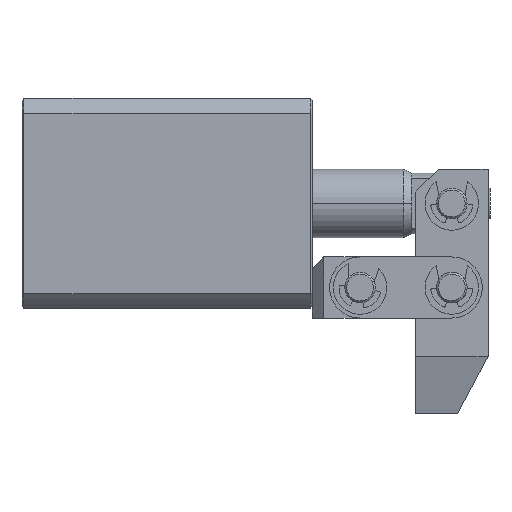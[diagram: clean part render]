
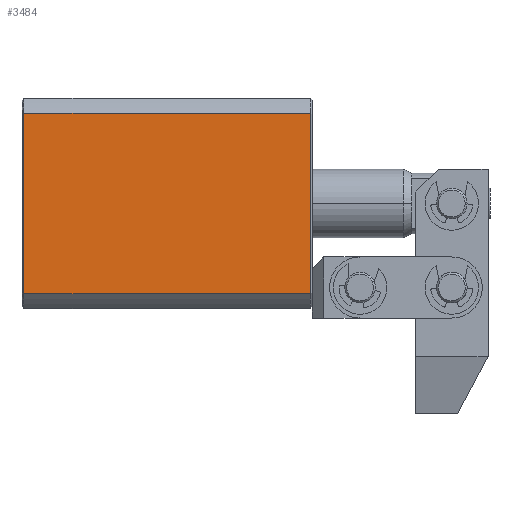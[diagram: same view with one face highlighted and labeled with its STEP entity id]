
A CAD part, front view. The second image highlights one B-rep face of the part: STEP entity #3484.
In plain terms, the highlighted planar face has unit normal (0, -1, 0).
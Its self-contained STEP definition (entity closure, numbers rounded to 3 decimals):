
#343 = EDGE_LOOP ( 'NONE', ( #2740, #354, #1898, #3849 ) ) ;
#347 = CARTESIAN_POINT ( 'NONE',  ( 0., -27.498, -23.62 ) ) ;
#354 = ORIENTED_EDGE ( 'NONE', *, *, #8373, .T. ) ;
#372 = PLANE ( 'NONE',  #5456 ) ;
#959 = LINE ( 'NONE', #347, #4738 ) ;
#1291 = CARTESIAN_POINT ( 'NONE',  ( 0., -27.498, 23.62 ) ) ;
#1415 = EDGE_CURVE ( 'NONE', #7045, #5691, #959, .T. ) ;
#1440 = VECTOR ( 'NONE', #5660, 1000. ) ;
#1898 = ORIENTED_EDGE ( 'NONE', *, *, #1415, .T. ) ;
#2608 = FACE_OUTER_BOUND ( 'NONE', #343, .T. ) ;
#2682 = CARTESIAN_POINT ( 'NONE',  ( 75.5, -27.498, -23.62 ) ) ;
#2698 = DIRECTION ( 'NONE',  ( 1., 0., 0. ) ) ;
#2740 = ORIENTED_EDGE ( 'NONE', *, *, #6411, .T. ) ;
#2844 = CARTESIAN_POINT ( 'NONE',  ( 75.5, -27.498, 23.62 ) ) ;
#3315 = EDGE_CURVE ( 'NONE', #5691, #6800, #9939, .T. ) ;
#3484 = ADVANCED_FACE ( 'NONE', ( #2608 ), #372, .T. ) ;
#3571 = CARTESIAN_POINT ( 'NONE',  ( 0.5, -27.498, 23.62 ) ) ;
#3849 = ORIENTED_EDGE ( 'NONE', *, *, #3315, .T. ) ;
#3921 = VERTEX_POINT ( 'NONE', #3571 ) ;
#4386 = DIRECTION ( 'NONE',  ( 0., -1., 0. ) ) ;
#4738 = VECTOR ( 'NONE', #2698, 1000. ) ;
#5277 = LINE ( 'NONE', #7151, #7163 ) ;
#5456 = AXIS2_PLACEMENT_3D ( 'NONE', #9195, #4386, #9987 ) ;
#5592 = CARTESIAN_POINT ( 'NONE',  ( 75.5, -27.498, 23.62 ) ) ;
#5660 = DIRECTION ( 'NONE',  ( 0., 0., 1. ) ) ;
#5688 = CARTESIAN_POINT ( 'NONE',  ( 0.5, -27.498, -23.62 ) ) ;
#5691 = VERTEX_POINT ( 'NONE', #2682 ) ;
#6062 = VECTOR ( 'NONE', #9315, 1000. ) ;
#6411 = EDGE_CURVE ( 'NONE', #6800, #3921, #10314, .T. ) ;
#6800 = VERTEX_POINT ( 'NONE', #2844 ) ;
#7045 = VERTEX_POINT ( 'NONE', #5688 ) ;
#7151 = CARTESIAN_POINT ( 'NONE',  ( 0.5, -27.498, 23.62 ) ) ;
#7163 = VECTOR ( 'NONE', #7948, 1000. ) ;
#7948 = DIRECTION ( 'NONE',  ( 0., 0., -1. ) ) ;
#8373 = EDGE_CURVE ( 'NONE', #3921, #7045, #5277, .T. ) ;
#9195 = CARTESIAN_POINT ( 'NONE',  ( 0., -27.498, 23.62 ) ) ;
#9315 = DIRECTION ( 'NONE',  ( -1., 0., 0. ) ) ;
#9939 = LINE ( 'NONE', #5592, #1440 ) ;
#9987 = DIRECTION ( 'NONE',  ( 0., 0., -1. ) ) ;
#10314 = LINE ( 'NONE', #1291, #6062 ) ;
